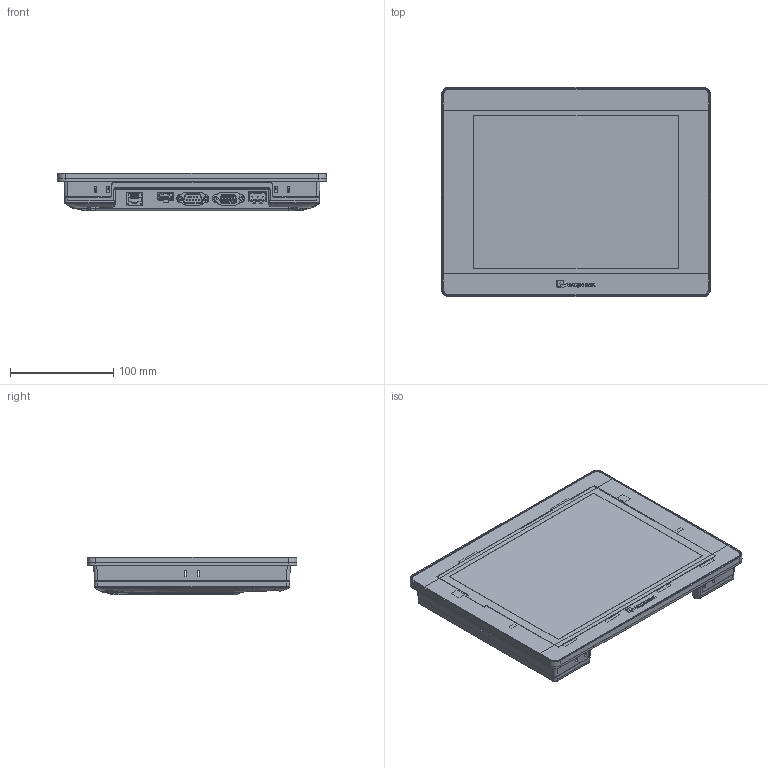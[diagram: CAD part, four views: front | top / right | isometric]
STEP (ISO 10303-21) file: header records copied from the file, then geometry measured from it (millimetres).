
FILE_DESCRIPTION (( 'STEP AP203' ), '1' );
FILE_NAME ('MT8090XE.STEP', '2015-12-04T01:35:24', ( 'annayang' ), ( '' ), 'SwSTEP 2.0', 'SolidWorks 2011', '' );
FILE_SCHEMA (( 'CONFIG_CONTROL_DESIGN' ));
Products named in the file (1): MT8090XE
Bounding box: 260.6 x 203.1 x 36.7 mm (x, y, z)
Surface area: 215888.8 mm2 (no closed solid volume)
Topology: 0 solids, 82 shells, 1126 faces, 4615 edges, 3476 vertices
Faces by surface type: plane 395, cylinder 218, cone 211, bspline 198, torus 98, sphere 6
Entity records: 83387 total; most frequent: CARTESIAN_POINT 48534, ORIENTED_EDGE 6899, DIRECTION 6226, EDGE_CURVE 4602, VERTEX_POINT 3476, LINE 2578, VECTOR 2578, AXIS2_PLACEMENT_3D 1824
